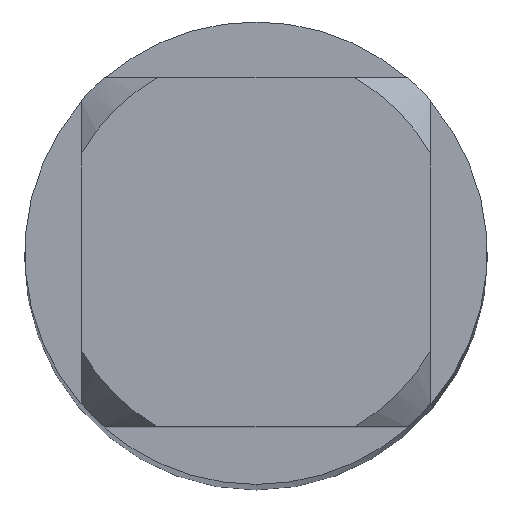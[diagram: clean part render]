
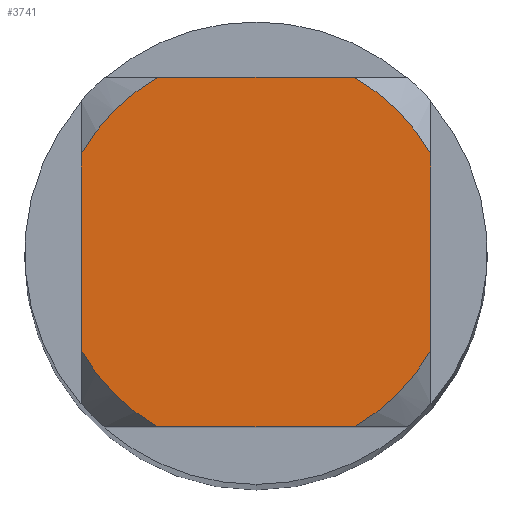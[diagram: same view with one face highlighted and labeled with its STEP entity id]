
A CAD part, top view. The second image highlights one B-rep face of the part: STEP entity #3741.
In plain terms, the highlighted planar face has unit normal (0, 0, 1).
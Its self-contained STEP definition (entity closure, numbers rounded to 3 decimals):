
#2307=EDGE_CURVE('',#2993,#4225,#6111,.T.);
#2365=EDGE_CURVE('',#5169,#3821,#6173,.T.);
#2599=EDGE_CURVE('',#2993,#4811,#6434,.T.);
#2971=VERTEX_POINT('',#6844);
#2993=VERTEX_POINT('',#6869);
#3121=EDGE_CURVE('',#5169,#3587,#7009,.T.);
#3221=EDGE_CURVE('',#4497,#4225,#7116,.T.);
#3287=EDGE_CURVE('',#2971,#3821,#7189,.T.);
#3587=VERTEX_POINT('',#7511);
#3741=ADVANCED_FACE('',(#7680),#7681,.T.);
#3821=VERTEX_POINT('',#7768);
#4177=EDGE_CURVE('',#2971,#4811,#8150,.T.);
#4225=VERTEX_POINT('',#8202);
#4497=VERTEX_POINT('',#8503);
#4811=VERTEX_POINT('',#8845);
#5169=VERTEX_POINT('',#9239);
#5537=EDGE_CURVE('',#4497,#3587,#9636,.T.);
#6111=CIRCLE('',#10899,1.95);
#6173=CIRCLE('',#11038,1.95);
#6434=LINE('',#11638,#11639);
#6844=CARTESIAN_POINT('',(-0.955,-1.7,0.0));
#6869=CARTESIAN_POINT('',(-1.7,0.955,0.0));
#7009=LINE('',#13056,#13057);
#7116=LINE('',#13269,#13270);
#7189=LINE('',#13575,#13576);
#7511=CARTESIAN_POINT('',(1.7,0.955,0.0));
#7680=FACE_OUTER_BOUND('',#14659,.T.);
#7681=PLANE('',#14660);
#7768=CARTESIAN_POINT('',(0.955,-1.7,0.0));
#8150=CIRCLE('',#15787,1.95);
#8202=CARTESIAN_POINT('',(-0.955,1.7,0.0));
#8503=CARTESIAN_POINT('',(0.955,1.7,0.0));
#8845=CARTESIAN_POINT('',(-1.7,-0.955,0.0));
#9239=CARTESIAN_POINT('',(1.7,-0.955,0.0));
#9636=CIRCLE('',#19803,1.95);
#10899=AXIS2_PLACEMENT_3D('',#20520,#20521,#20522);
#11038=AXIS2_PLACEMENT_3D('',#20578,#20579,#20580);
#11638=CARTESIAN_POINT('',(-1.7,0.488,0.0));
#11639=VECTOR('',#20878,1.0);
#13056=CARTESIAN_POINT('',(1.7,0.488,0.0));
#13057=VECTOR('',#21506,1.0);
#13269=CARTESIAN_POINT('',(0.0,1.7,0.0));
#13270=VECTOR('',#21596,1.0);
#13575=CARTESIAN_POINT('',(0.0,-1.7,0.0));
#13576=VECTOR('',#21692,1.0);
#14659=EDGE_LOOP('',(#22178,#22179,#22180,#22181,#22182,#22183,#22184,#22185));
#14660=AXIS2_PLACEMENT_3D('',#22186,#22187,#22188);
#15787=AXIS2_PLACEMENT_3D('',#22618,#22619,#22620);
#19803=AXIS2_PLACEMENT_3D('',#24530,#24531,#24532);
#20520=CARTESIAN_POINT('',(0.0,0.0,0.0));
#20521=DIRECTION('',(0.0,0.0,-1.0));
#20522=DIRECTION('',(0.0,1.0,0.0));
#20578=CARTESIAN_POINT('',(0.0,0.0,0.0));
#20579=DIRECTION('',(0.0,0.0,-1.0));
#20580=DIRECTION('',(0.0,1.0,0.0));
#20878=DIRECTION('',(-0.0,-1.0,0.0));
#21506=DIRECTION('',(-0.0,1.0,0.0));
#21596=DIRECTION('',(-1.0,0.0,0.0));
#21692=DIRECTION('',(1.0,0.0,0.0));
#22178=ORIENTED_EDGE('',*,*,#2599,.T.);
#22179=ORIENTED_EDGE('',*,*,#4177,.F.);
#22180=ORIENTED_EDGE('',*,*,#3287,.T.);
#22181=ORIENTED_EDGE('',*,*,#2365,.F.);
#22182=ORIENTED_EDGE('',*,*,#3121,.T.);
#22183=ORIENTED_EDGE('',*,*,#5537,.F.);
#22184=ORIENTED_EDGE('',*,*,#3221,.T.);
#22185=ORIENTED_EDGE('',*,*,#2307,.F.);
#22186=CARTESIAN_POINT('',(0.0,0.975,0.0));
#22187=DIRECTION('',(-0.0,0.0,1.0));
#22188=DIRECTION('',(0.0,-1.0,0.0));
#22618=CARTESIAN_POINT('',(0.0,0.0,0.0));
#22619=DIRECTION('',(0.0,0.0,-1.0));
#22620=DIRECTION('',(0.0,1.0,0.0));
#24530=CARTESIAN_POINT('',(0.0,0.0,0.0));
#24531=DIRECTION('',(0.0,0.0,-1.0));
#24532=DIRECTION('',(0.0,1.0,0.0));
